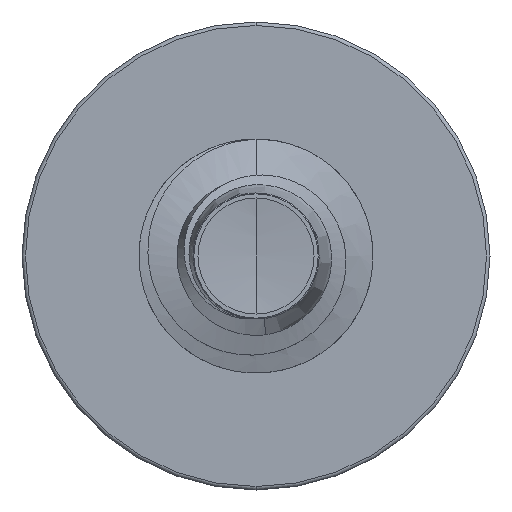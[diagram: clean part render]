
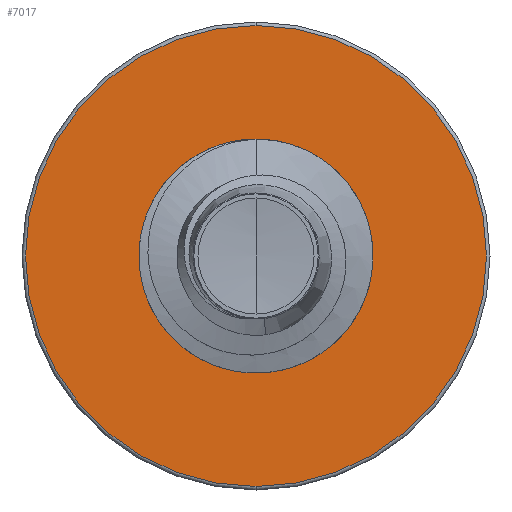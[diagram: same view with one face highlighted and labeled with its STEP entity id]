
A CAD part, front view. The second image highlights one B-rep face of the part: STEP entity #7017.
In plain terms, the highlighted planar face has unit normal (0, -1, 0).
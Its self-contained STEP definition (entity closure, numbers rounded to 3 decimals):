
#47 = AXIS2_PLACEMENT_3D ( 'NONE', #1932, #8536, #4151 ) ;
#92 = ORIENTED_EDGE ( 'NONE', *, *, #7891, .F. ) ;
#180 = EDGE_LOOP ( 'NONE', ( #398, #9464 ) ) ;
#398 = ORIENTED_EDGE ( 'NONE', *, *, #7212, .T. ) ;
#574 = AXIS2_PLACEMENT_3D ( 'NONE', #4396, #9499, #5156 ) ;
#664 = DIRECTION ( 'NONE',  ( 0., 0., 1. ) ) ;
#1085 = AXIS2_PLACEMENT_3D ( 'NONE', #9501, #5158, #664 ) ;
#1322 = CIRCLE ( 'NONE', #8872, 4.925 ) ;
#1428 = VERTEX_POINT ( 'NONE', #3349 ) ;
#1545 = VERTEX_POINT ( 'NONE', #8514 ) ;
#1800 = CIRCLE ( 'NONE', #1085, 2.415 ) ;
#1932 = CARTESIAN_POINT ( 'NONE',  ( 0., 6., -2.415 ) ) ;
#1942 = VERTEX_POINT ( 'NONE', #3637 ) ;
#2646 = PLANE ( 'NONE',  #47 ) ;
#3226 = DIRECTION ( 'NONE',  ( 0., 1., 0. ) ) ;
#3349 = CARTESIAN_POINT ( 'NONE',  ( 0., 6., -4.925 ) ) ;
#3637 = CARTESIAN_POINT ( 'NONE',  ( 0., 6., 2.415 ) ) ;
#3785 = CARTESIAN_POINT ( 'NONE',  ( 0., 6., 4.925 ) ) ;
#4151 = DIRECTION ( 'NONE',  ( 0., 0., 1. ) ) ;
#4305 = DIRECTION ( 'NONE',  ( 0., 1., 0. ) ) ;
#4396 = CARTESIAN_POINT ( 'NONE',  ( 0., 6., 0. ) ) ;
#4608 = VERTEX_POINT ( 'NONE', #3785 ) ;
#5064 = EDGE_CURVE ( 'NONE', #1428, #4608, #7008, .T. ) ;
#5077 = ORIENTED_EDGE ( 'NONE', *, *, #5064, .F. ) ;
#5156 = DIRECTION ( 'NONE',  ( 0., 0., 1. ) ) ;
#5158 = DIRECTION ( 'NONE',  ( 0., 1., 0. ) ) ;
#6415 = CIRCLE ( 'NONE', #574, 2.415 ) ;
#6654 = FACE_OUTER_BOUND ( 'NONE', #6657, .T. ) ;
#6657 = EDGE_LOOP ( 'NONE', ( #92, #5077 ) ) ;
#7008 = CIRCLE ( 'NONE', #9520, 4.925 ) ;
#7017 = ADVANCED_FACE ( 'NONE', ( #6654, #8129 ), #2646, .F. ) ;
#7212 = EDGE_CURVE ( 'NONE', #1942, #1545, #1800, .T. ) ;
#7633 = CARTESIAN_POINT ( 'NONE',  ( 0., 6., 0. ) ) ;
#7891 = EDGE_CURVE ( 'NONE', #4608, #1428, #1322, .T. ) ;
#8129 = FACE_BOUND ( 'NONE', #180, .T. ) ;
#8364 = DIRECTION ( 'NONE',  ( 0., 0., 1. ) ) ;
#8514 = CARTESIAN_POINT ( 'NONE',  ( 0., 6., -2.415 ) ) ;
#8536 = DIRECTION ( 'NONE',  ( 0., 1., 0. ) ) ;
#8688 = CARTESIAN_POINT ( 'NONE',  ( 0., 6., 0. ) ) ;
#8872 = AXIS2_PLACEMENT_3D ( 'NONE', #7633, #3226, #8364 ) ;
#9319 = EDGE_CURVE ( 'NONE', #1545, #1942, #6415, .T. ) ;
#9410 = DIRECTION ( 'NONE',  ( 0., 0., 1. ) ) ;
#9464 = ORIENTED_EDGE ( 'NONE', *, *, #9319, .T. ) ;
#9499 = DIRECTION ( 'NONE',  ( 0., 1., 0. ) ) ;
#9501 = CARTESIAN_POINT ( 'NONE',  ( 0., 6., 0. ) ) ;
#9520 = AXIS2_PLACEMENT_3D ( 'NONE', #8688, #4305, #9410 ) ;
